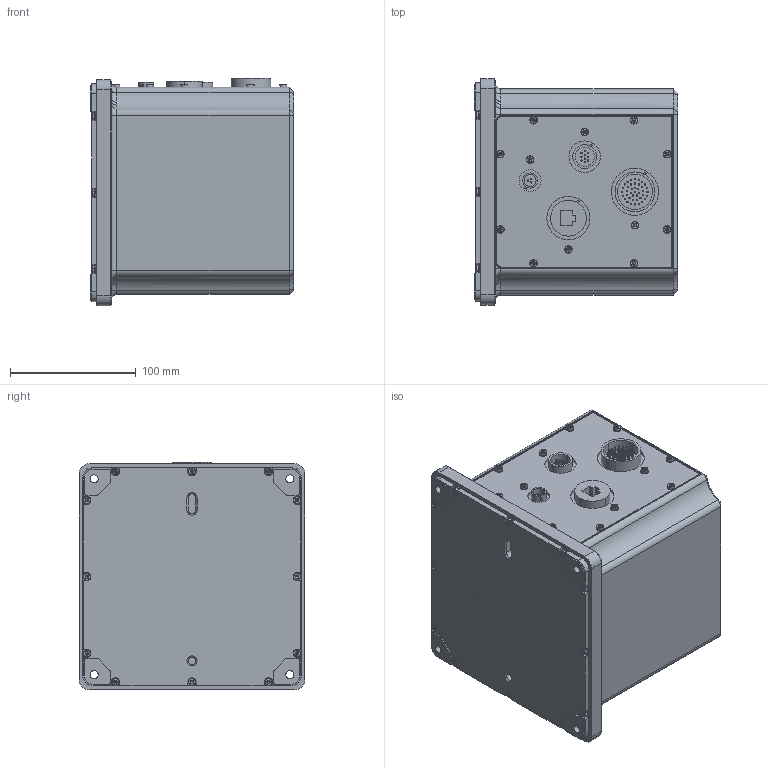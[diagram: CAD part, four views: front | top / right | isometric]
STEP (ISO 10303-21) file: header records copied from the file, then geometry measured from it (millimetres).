
FILE_DESCRIPTION (( 'STEP AP203' ), '1' );
FILE_NAME ('00176176-A_Phins_G4.STEP', '2020-11-20T09:58:53', ( '' ), ( '' ), 'SwSTEP 2.0', 'SolidWorks 2018', '' );
FILE_SCHEMA (( 'CONFIG_CONTROL_DESIGN' ));
Length unit declared in the file: millimetre
Products named in the file (28): pa_four_be_007_connect_diam_12.STEP; label_triedre; Vis CZX_VIS CZX M3x6-A4_QVI00097.STEP; 00177079-B.STEP; pa_four_be_010_connect_diam_32.STEP; 00176176-A_Phins_G4_vide.STEP; RET00222_ETIQUETTE N_ DE SERIE QUADRANS.STEP; RONDELLE PLATE SERIE ETROITE_ROND-ETR-M3-A4_QRD00039.STEP; EEM00008.STEP; HJO00155-B.STEP; SMI04469-A.STEP; pa_four_be_008_connect_diam_19.STEP; 00178175-A.STEP; rond_bleu; 00176176-A_Phins_G4; EEM00006.STEP; EEM00007.STEP; cache_connecteur; 00178576-A.STEP; Vis CZX_VIS CZX M3x10-A4_QVI00084.STEP; SCE00061-A.STEP; MBO00365-B.STEP; EEM00005.STEP; triedre; MBO00066-B_d_faut.STEP; connecteur_ethernet.STEP; HJO00156-B.STEP; SCA00015-A.STEP
Assembly tree (88 placements, depth 5):
  00176176-A_Phins_G4
    00176176-A_Phins_G4_vide.STEP
      00178175-A.STEP
        00177079-B.STEP
      SMI04469-A.STEP
        00178576-A.STEP
          MBO00066-B_d_faut.STEP
        SCE00061-A.STEP
          pa_four_be_010_connect_diam_32.STEP
          pa_four_be_007_connect_diam_12.STEP
          pa_four_be_008_connect_diam_19.STEP
        SCA00015-A.STEP
          connecteur_ethernet.STEP
        EEM00005.STEP
        EEM00006.STEP
        EEM00007.STEP
        EEM00008.STEP
        RONDELLE PLATE SERIE ETROITE_ROND-ETR-M3-A4_QRD00039.STEP  x4
        Vis CZX_VIS CZX M3x6-A4_QVI00097.STEP  x20
      MBO00365-B.STEP
      Vis CZX_VIS CZX M3x10-A4_QVI00084.STEP  x12
      RONDELLE PLATE SERIE ETROITE_ROND-ETR-M3-A4_QRD00039.STEP  x20
      HJO00155-B.STEP
      HJO00156-B.STEP
      RET00222_ETIQUETTE N_ DE SERIE QUADRANS.STEP
      Vis CZX_VIS CZX M3x6-A4_QVI00097.STEP  x8
    rond_bleu
    label_triedre
    triedre
    cache_connecteur
Bounding box: 162.01 x 180 x 181.2 mm (x, y, z)
Volume: 915638.1 mm3; surface area: 424442.5 mm2
Topology: 106 solids, 106 shells, 3568 faces, 8385 edges, 5092 vertices
Faces by surface type: cylinder 1679, plane 1026, cone 598, torus 220, bspline 45
Entity records: 60801 total; most frequent: CARTESIAN_POINT 11949, DIRECTION 10005, ORIENTED_EDGE 8654, EDGE_CURVE 4327, AXIS2_PLACEMENT_3D 3912, VERTEX_POINT 2666, VECTOR 2181, LINE 2181
